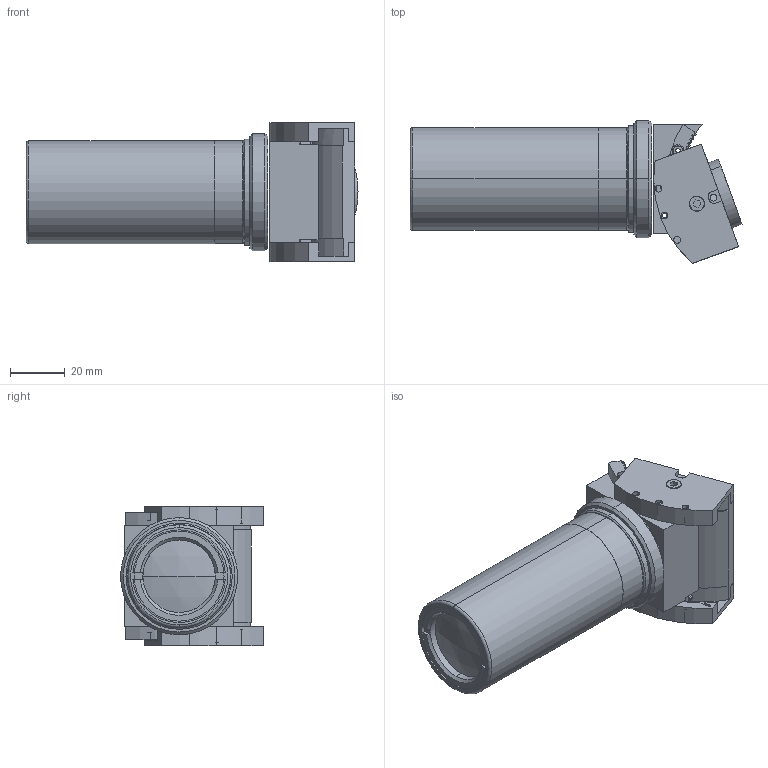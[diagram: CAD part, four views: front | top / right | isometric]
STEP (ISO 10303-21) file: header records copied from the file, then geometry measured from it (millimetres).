
FILE_DESCRIPTION (( 'STEP AP214' ), '1' );
FILE_NAME ('TCSM016.STEP', '2011-04-04T12:32:30', ( '--' ), ( '' ), 'SwSTEP 2.0', 'SolidWorks 2011', '' );
FILE_SCHEMA (( 'AUTOMOTIVE_DESIGN' ));
Length unit declared in the file: millimetre
Products named in the file (1): TCSM016
Bounding box: 121.85 x 52.46 x 51.15 mm (x, y, z)
Surface area: 32466.5 mm2 (no closed solid volume)
Topology: 0 solids, 19 shells, 280 faces, 979 edges, 712 vertices
Faces by surface type: cylinder 126, plane 118, cone 20, bspline 8, torus 6, sphere 2
Entity records: 14763 total; most frequent: CARTESIAN_POINT 3115, DIRECTION 1869, ORIENTED_EDGE 1570, EDGE_CURVE 979, VERTEX_POINT 712, AXIS2_PLACEMENT_3D 695, VECTOR 479, LINE 479
